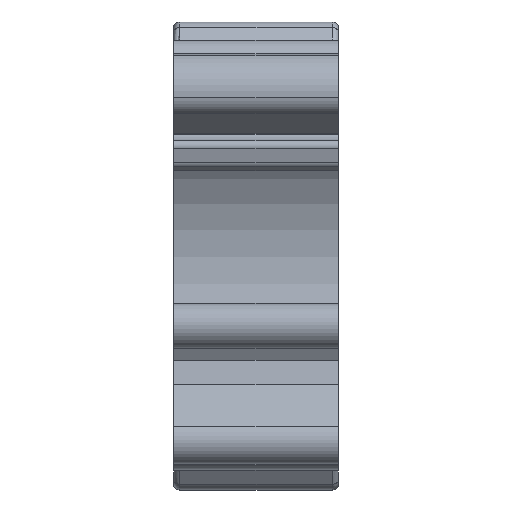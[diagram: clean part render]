
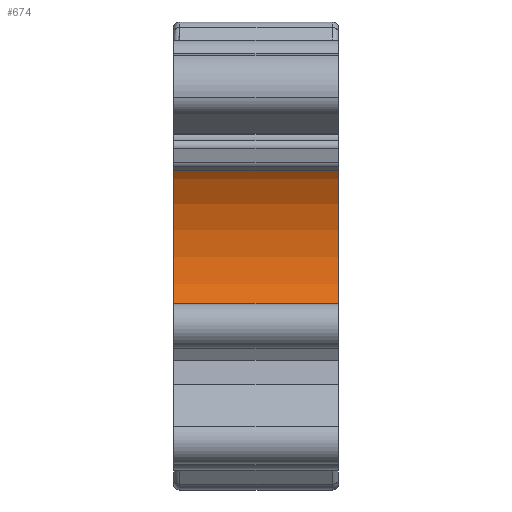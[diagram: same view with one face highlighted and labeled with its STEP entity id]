
A CAD part, top view. The second image highlights one B-rep face of the part: STEP entity #674.
In plain terms, the highlighted cylindrical face has radius 5.334 mm (diameter 10.668 mm), a partial arc.
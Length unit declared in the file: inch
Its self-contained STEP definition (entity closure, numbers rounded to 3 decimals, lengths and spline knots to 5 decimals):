
#234=CYLINDRICAL_SURFACE('',#4642,0.21);
#674=ADVANCED_FACE('',(#995),#234,.F.);
#995=FACE_OUTER_BOUND('',#1247,.T.);
#1247=EDGE_LOOP('',(#2654,#2655,#2656,#2657));
#1284=CIRCLE('',#4229,0.21);
#1319=CIRCLE('',#4265,0.21);
#2654=ORIENTED_EDGE('',*,*,#3184,.F.);
#2655=ORIENTED_EDGE('',*,*,#3721,.F.);
#2656=ORIENTED_EDGE('',*,*,#3233,.T.);
#2657=ORIENTED_EDGE('',*,*,#3722,.T.);
#2799=VERTEX_POINT('',#5952);
#2800=VERTEX_POINT('',#5954);
#2846=VERTEX_POINT('',#6049);
#2847=VERTEX_POINT('',#6051);
#3184=EDGE_CURVE('',#2799,#2800,#1284,.T.);
#3233=EDGE_CURVE('',#2847,#2846,#1319,.T.);
#3721=EDGE_CURVE('',#2847,#2799,#3948,.T.);
#3722=EDGE_CURVE('',#2846,#2800,#3949,.T.);
#3948=LINE('',#9091,#4177);
#3949=LINE('',#9093,#4178);
#4177=VECTOR('',#5755,1.);
#4178=VECTOR('',#5758,1.);
#4229=AXIS2_PLACEMENT_3D('',#5953,#4767,#4768);
#4265=AXIS2_PLACEMENT_3D('',#6050,#4853,#4854);
#4642=AXIS2_PLACEMENT_3D('',#9094,#5759,#5760);
#4767=DIRECTION('',(1.,0.,0.));
#4768=DIRECTION('',(0.,0.,-1.));
#4853=DIRECTION('',(1.,0.,0.));
#4854=DIRECTION('',(0.,0.,-1.));
#5755=DIRECTION('',(-1.,0.,0.));
#5758=DIRECTION('',(-1.,0.,0.));
#5759=DIRECTION('',(-1.,0.,0.));
#5760=DIRECTION('',(0.,0.,1.));
#5952=CARTESIAN_POINT('',(-0.11,4.88928,0.61017));
#5953=CARTESIAN_POINT('',(-0.11,5.,0.43173));
#5954=CARTESIAN_POINT('',(-0.11,5.11356,0.60838));
#6049=CARTESIAN_POINT('',(0.11,5.11356,0.60838));
#6050=CARTESIAN_POINT('',(0.11,5.,0.43173));
#6051=CARTESIAN_POINT('',(0.11,4.88928,0.61017));
#9091=CARTESIAN_POINT('',(0.11,4.88928,0.61017));
#9093=CARTESIAN_POINT('',(0.11,5.11356,0.60838));
#9094=CARTESIAN_POINT('',(0.11,5.,0.43173));
